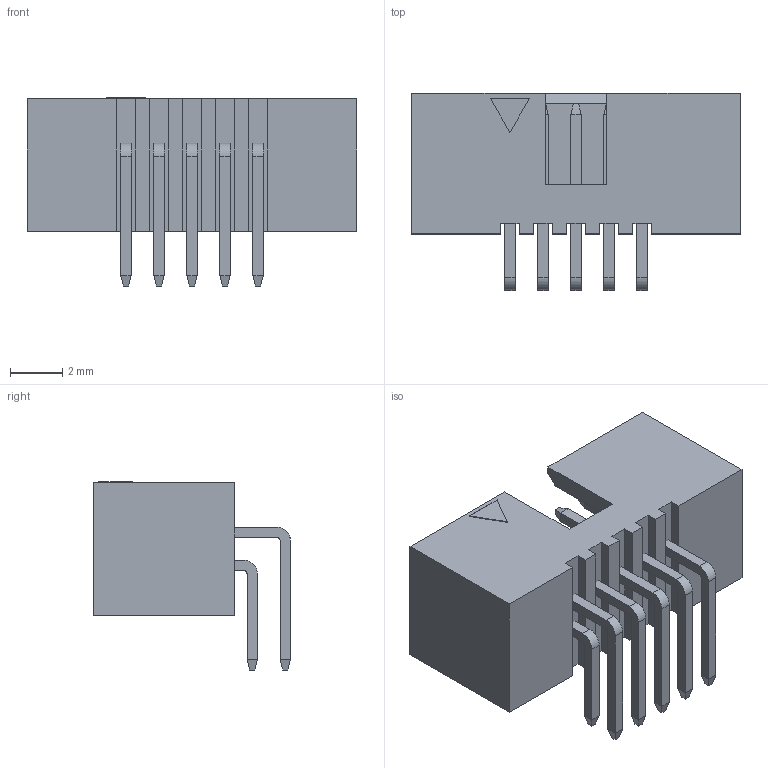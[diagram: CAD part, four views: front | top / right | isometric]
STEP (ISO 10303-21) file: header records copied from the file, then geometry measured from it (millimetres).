
FILE_DESCRIPTION(/* description */ ('STEP AP242','CAx-IF Rec.Pracs.---Representation and Presentation of Product Manufacturing Information (PMI)---4.0---2014-10-13','CAx-IF Rec.Pracs.---3D Tessellated Geometry---0.4---2014-09-14','2;1'),/* implementation_level */ '2;1');
FILE_NAME(/* name */ '63043c943273837b4ed8eba0',/* time_stamp */ '2022-08-23T02:33:57+00:00',/* author */ (''),/* organization */ (''),/* preprocessor_version */ 'ST-DEVELOPER v18.102',/* originating_system */ ' ',/* authorisation */ ' ');
FILE_SCHEMA (('AP242_MANAGED_MODEL_BASED_3D_ENGINEERING_MIM_LF { 1 0 10303 442 1 1 4 }'));
Length unit declared in the file: metre
Products named in the file (11):  TRM_SRF
Bounding box: 12.65 x 7.57 x 7.23 mm (x, y, z)
Volume: 204.4 mm3; surface area: 596.8 mm2
Topology: 11 solids, 11 shells, 223 faces, 516 edges, 316 vertices
Faces by surface type: plane 203, cylinder 20
Entity records: 6877 total; most frequent: CARTESIAN_POINT 2624, ORIENTED_EDGE 1032, EDGE_CURVE 516, B_SPLINE_CURVE_WITH_KNOTS 516, DIRECTION 468, VERTEX_POINT 316, AXIS2_PLACEMENT_3D 234, EDGE_LOOP 224
